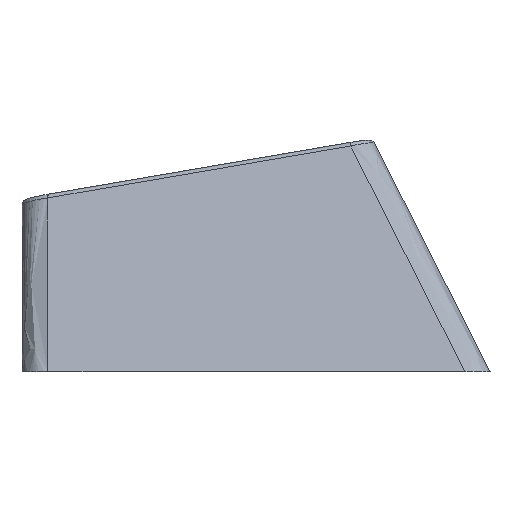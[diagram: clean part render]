
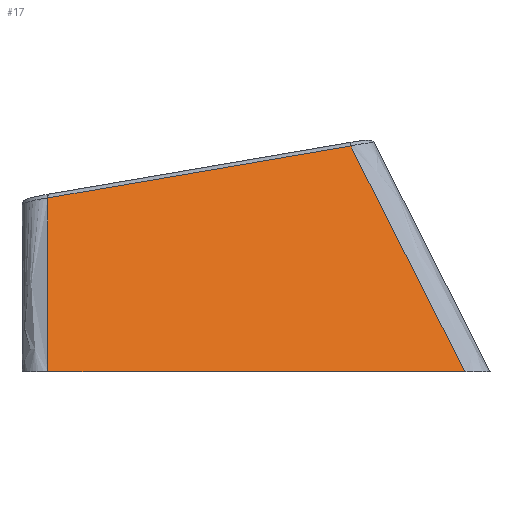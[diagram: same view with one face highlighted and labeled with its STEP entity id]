
A CAD part, left-side view. The second image highlights one B-rep face of the part: STEP entity #17.
In plain terms, the highlighted free-form (B-spline) face has degree [1, 1] with [2, 2] control points.
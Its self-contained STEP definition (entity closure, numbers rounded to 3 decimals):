
#17 = ADVANCED_FACE('',(#18),#91,.F.);
#18 = FACE_BOUND('',#19,.F.);
#19 = EDGE_LOOP('',(#20,#38,#46,#62));
#20 = ORIENTED_EDGE('',*,*,#21,.F.);
#21 = EDGE_CURVE('',#22,#24,#26,.T.);
#22 = VERTEX_POINT('',#23);
#23 = CARTESIAN_POINT('',(-13.788,-8.053,0.));
#24 = VERTEX_POINT('',#25);
#25 = CARTESIAN_POINT('',(-11.105,-3.654,8.701)
  );
#26 = B_SPLINE_CURVE_WITH_KNOTS('',4,(#27,#28,#29,#30,#31,#32,#33,#34,
    #35,#36,#37),.UNSPECIFIED.,.F.,.F.,(5,3,3,5),(-0.399,
    0.241,10.882,11.522),.UNSPECIFIED.);
#27 = CARTESIAN_POINT('',(-14.006,-8.411,
    -0.707));
#28 = CARTESIAN_POINT('',(-13.963,-8.341,
    -0.57));
#29 = CARTESIAN_POINT('',(-13.921,-8.272,
    -0.432));
#30 = CARTESIAN_POINT('',(-13.878,-8.202,
    -0.294));
#31 = CARTESIAN_POINT('',(-13.13,-6.975,2.133)
  );
#32 = CARTESIAN_POINT('',(-12.424,-5.818,4.422
    ));
#33 = CARTESIAN_POINT('',(-11.718,-4.661,6.711
    ));
#34 = CARTESIAN_POINT('',(-10.97,-3.434,9.138));
#35 = CARTESIAN_POINT('',(-10.928,-3.364,9.275));
#36 = CARTESIAN_POINT('',(-10.885,-3.295,9.413));
#37 = CARTESIAN_POINT('',(-10.843,-3.225,9.551));
#38 = ORIENTED_EDGE('',*,*,#39,.T.);
#39 = EDGE_CURVE('',#22,#40,#42,.T.);
#40 = VERTEX_POINT('',#41);
#41 = CARTESIAN_POINT('',(-13.788,8.025,0.));
#42 = LINE('',#43,#44);
#43 = CARTESIAN_POINT('',(-13.788,-9.025,0.));
#44 = VECTOR('',#45,1.);
#45 = DIRECTION('',(0.,1.,0.));
#46 = ORIENTED_EDGE('',*,*,#47,.T.);
#47 = EDGE_CURVE('',#40,#48,#50,.T.);
#48 = VERTEX_POINT('',#49);
#49 = CARTESIAN_POINT('',(-11.722,8.025,6.699)
  );
#50 = B_SPLINE_CURVE_WITH_KNOTS('',4,(#51,#52,#53,#54,#55,#56,#57,#58,
    #59,#60,#61),.UNSPECIFIED.,.F.,.F.,(5,3,3,5),(-0.576,
    0.,9.726,10.303),.UNSPECIFIED.);
#51 = CARTESIAN_POINT('',(-13.957,8.025,-0.551));
#52 = CARTESIAN_POINT('',(-13.915,8.025,-0.413));
#53 = CARTESIAN_POINT('',(-13.872,8.025,-0.275));
#54 = CARTESIAN_POINT('',(-13.83,8.025,-0.138));
#55 = CARTESIAN_POINT('',(-13.071,8.025,2.324));
#56 = CARTESIAN_POINT('',(-12.355,8.025,4.647));
#57 = CARTESIAN_POINT('',(-11.638,8.025,6.971));
#58 = CARTESIAN_POINT('',(-10.879,8.025,9.432));
#59 = CARTESIAN_POINT('',(-10.837,8.025,9.57));
#60 = CARTESIAN_POINT('',(-10.794,8.025,9.708));
#61 = CARTESIAN_POINT('',(-10.752,8.025,9.845));
#62 = ORIENTED_EDGE('',*,*,#63,.F.);
#63 = EDGE_CURVE('',#24,#48,#64,.T.);
#64 = ( BOUNDED_CURVE() B_SPLINE_CURVE(9,(#65,#66,#67,#68,#69,#70,#71,
    #72,#73,#74,#75,#76,#77,#78,#79,#80,#81,#82,#83,#84,#85,#86,#87,#88,
#89,#90),.UNSPECIFIED.,.F.,.F.) B_SPLINE_CURVE_WITH_KNOTS((10,8,8,10),(
    22.606,22.65,34.572,34.599),
.UNSPECIFIED.) CURVE() GEOMETRIC_REPRESENTATION_ITEM() 
RATIONAL_B_SPLINE_CURVE((1.,1.,1.,1.,1.,1.,1.,1.,1.,1.,1.,1.,1.,1.,1.,1.
,1.,1.,1.,1.,1.,1.,1.,1.,1.,1.)) REPRESENTATION_ITEM('') );
#65 = CARTESIAN_POINT('',(-11.105,-3.654,8.701
    ));
#66 = CARTESIAN_POINT('',(-11.105,-3.65,8.701)
  );
#67 = CARTESIAN_POINT('',(-11.105,-3.645,8.7
    ));
#68 = CARTESIAN_POINT('',(-11.105,-3.64,8.699
    ));
#69 = CARTESIAN_POINT('',(-11.106,-3.635,8.698
    ));
#70 = CARTESIAN_POINT('',(-11.106,-3.63,8.697)
  );
#71 = CARTESIAN_POINT('',(-11.106,-3.626,8.696)
  );
#72 = CARTESIAN_POINT('',(-11.106,-3.621,8.696)
  );
#73 = CARTESIAN_POINT('',(-11.107,-3.616,8.695)
  );
#74 = CARTESIAN_POINT('',(-11.174,-2.345,8.477
    ));
#75 = CARTESIAN_POINT('',(-11.239,-1.118,8.266
    ));
#76 = CARTESIAN_POINT('',(-11.307,0.177,8.044)
  );
#77 = CARTESIAN_POINT('',(-11.373,1.423,7.831)
  );
#78 = CARTESIAN_POINT('',(-11.443,2.749,7.603)
  );
#79 = CARTESIAN_POINT('',(-11.51,4.018,7.386)
  );
#80 = CARTESIAN_POINT('',(-11.581,5.354,7.157)
  );
#81 = CARTESIAN_POINT('',(-11.649,6.643,6.936)
  );
#82 = CARTESIAN_POINT('',(-11.721,8.,6.703)
  );
#83 = CARTESIAN_POINT('',(-11.721,8.003,6.703)
  );
#84 = CARTESIAN_POINT('',(-11.721,8.007,6.702)
  );
#85 = CARTESIAN_POINT('',(-11.721,8.01,6.702)
  );
#86 = CARTESIAN_POINT('',(-11.721,8.013,6.701)
  );
#87 = CARTESIAN_POINT('',(-11.721,8.016,6.701)
  );
#88 = CARTESIAN_POINT('',(-11.722,8.019,6.7)
  );
#89 = CARTESIAN_POINT('',(-11.722,8.022,6.7)
  );
#90 = CARTESIAN_POINT('',(-11.722,8.025,6.699)
  );
#91 = B_SPLINE_SURFACE_WITH_KNOTS('',1,1,(
    (#92,#93)
    ,(#94,#95
  )),.UNSPECIFIED.,.F.,.F.,.F.,(2,2),(2,2),(0.,18.05),(0.,1.),
  .PIECEWISE_BEZIER_KNOTS.);
#92 = CARTESIAN_POINT('',(-13.788,-9.025,0.));
#93 = CARTESIAN_POINT('',(-11.013,-4.475,9.));
#94 = CARTESIAN_POINT('',(-13.788,9.025,0.));
#95 = CARTESIAN_POINT('',(-11.013,9.025,9.));
